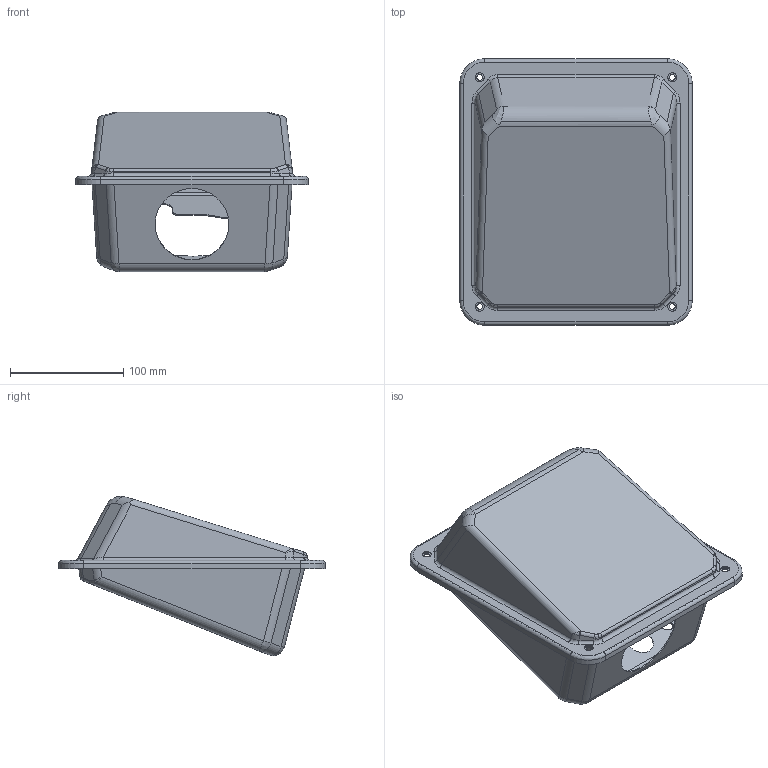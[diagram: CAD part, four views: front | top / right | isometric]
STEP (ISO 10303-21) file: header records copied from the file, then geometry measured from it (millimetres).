
FILE_DESCRIPTION (( 'STEP AP214' ), '1' );
FILE_NAME ('MTADP-JBOX-320.STEP', '2020-07-07T16:41:46', ( '' ), ( '' ), 'SwSTEP 2.0', 'SolidWorks 2017', '' );
FILE_SCHEMA (( 'AUTOMOTIVE_DESIGN' ));
Length unit declared in the file: inch
Products named in the file (1): MTADP-JBOX-320
Bounding box: 205 x 235 x 140.41 mm (x, y, z)
Volume: 128508.2 mm3; surface area: 259775.9 mm2
Topology: 2 solids, 2 shells, 340 faces, 861 edges, 514 vertices
Faces by surface type: cylinder 163, bspline 92, plane 85
Entity records: 12715 total; most frequent: CARTESIAN_POINT 5047, ORIENTED_EDGE 1694, DIRECTION 1459, EDGE_CURVE 847, AXIS2_PLACEMENT_3D 533, VERTEX_POINT 514, VECTOR 393, LINE 393
